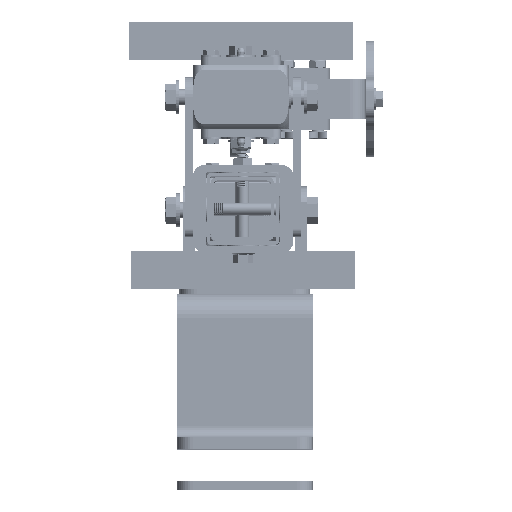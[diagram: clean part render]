
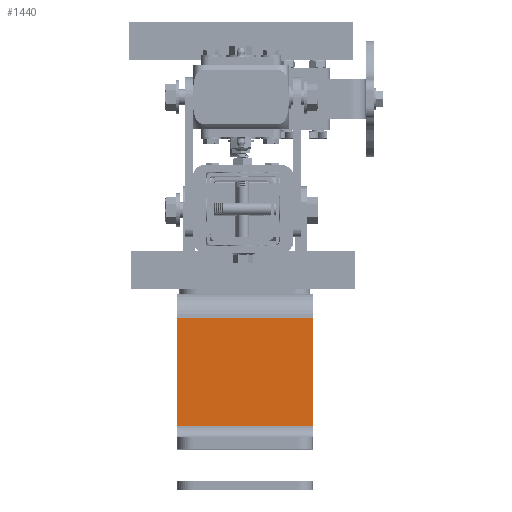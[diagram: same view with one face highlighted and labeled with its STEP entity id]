
A CAD part, top view. The second image highlights one B-rep face of the part: STEP entity #1440.
In plain terms, the highlighted planar face has unit normal (0, 0, 1).
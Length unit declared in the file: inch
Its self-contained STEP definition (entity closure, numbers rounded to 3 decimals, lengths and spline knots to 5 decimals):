
#238=DIRECTION('',(1.,0.,0.));
#239=VECTOR('',#238,4.25);
#240=CARTESIAN_POINT('',(-2.125,-0.9375,4.125));
#241=LINE('',#240,#239);
#282=DIRECTION('',(0.,-1.,0.));
#283=VECTOR('',#282,3.375);
#284=CARTESIAN_POINT('',(-2.125,-0.9375,4.125));
#285=LINE('',#284,#283);
#311=DIRECTION('',(1.,0.,0.));
#312=VECTOR('',#311,4.25);
#313=CARTESIAN_POINT('',(-2.125,-4.3125,4.125));
#314=LINE('',#313,#312);
#451=DIRECTION('',(0.,-1.,0.));
#452=VECTOR('',#451,3.375);
#453=CARTESIAN_POINT('',(2.125,-0.9375,4.125));
#454=LINE('',#453,#452);
#1154=CARTESIAN_POINT('',(-2.125,-0.9375,4.125));
#1155=CARTESIAN_POINT('',(2.125,-0.9375,4.125));
#1156=VERTEX_POINT('',#1154);
#1157=VERTEX_POINT('',#1155);
#1174=CARTESIAN_POINT('',(-2.125,-4.3125,4.125));
#1175=CARTESIAN_POINT('',(2.125,-4.3125,4.125));
#1176=VERTEX_POINT('',#1174);
#1177=VERTEX_POINT('',#1175);
#1426=CARTESIAN_POINT('',(-2.125,-0.1875,4.125));
#1427=DIRECTION('',(0.,0.,1.));
#1428=DIRECTION('',(0.,-1.,0.));
#1429=AXIS2_PLACEMENT_3D('',#1426,#1427,#1428);
#1430=PLANE('',#1429);
#1432=ORIENTED_EDGE('',*,*,#1431,.F.);
#1433=ORIENTED_EDGE('',*,*,#1410,.T.);
#1435=ORIENTED_EDGE('',*,*,#1434,.T.);
#1437=ORIENTED_EDGE('',*,*,#1436,.F.);
#1438=EDGE_LOOP('',(#1432,#1433,#1435,#1437));
#1439=FACE_OUTER_BOUND('',#1438,.F.);
#1410=EDGE_CURVE('',#1156,#1157,#241,.T.);
#1431=EDGE_CURVE('',#1156,#1176,#285,.T.);
#1434=EDGE_CURVE('',#1157,#1177,#454,.T.);
#1436=EDGE_CURVE('',#1176,#1177,#314,.T.);
#1440=ADVANCED_FACE('',(#1439),#1430,.T.);
